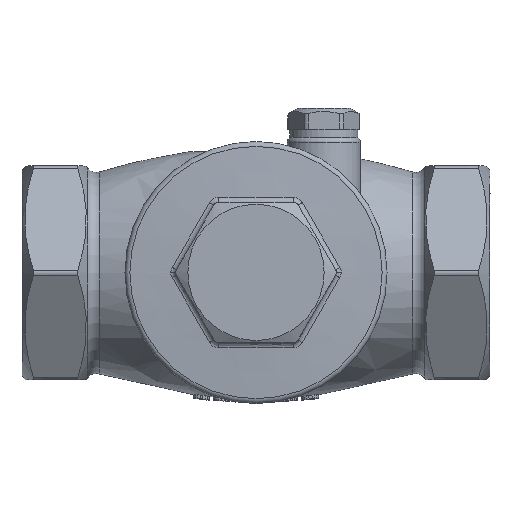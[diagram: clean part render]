
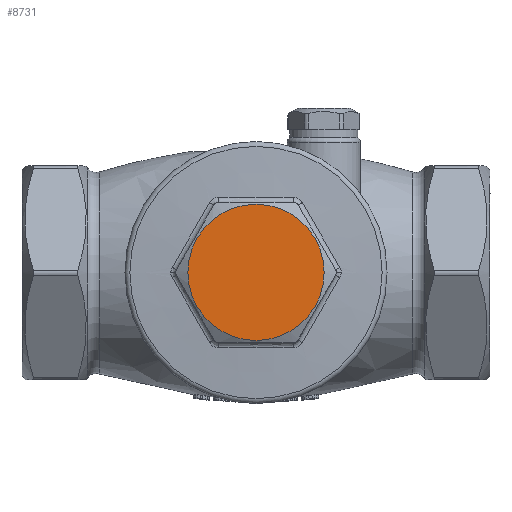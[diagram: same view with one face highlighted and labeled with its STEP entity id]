
A CAD part, top view. The second image highlights one B-rep face of the part: STEP entity #8731.
In plain terms, the highlighted planar face has unit normal (0, 0, 1).
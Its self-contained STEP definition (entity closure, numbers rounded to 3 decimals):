
#8691=CARTESIAN_POINT('',(-13.,0.0,0.));
#8692=VERTEX_POINT('',#8691);
#8693=CARTESIAN_POINT('',(0.,0.0,0.));
#8694=DIRECTION('',(0.0,0.0,1.0));
#8695=DIRECTION('',(-1.0,0.0,0.0));
#8696=AXIS2_PLACEMENT_3D('',#8693,#8694,#8695);
#8697=CIRCLE('',#8696,13.);
#8698=EDGE_CURVE('',#8692,#8692,#8697,.T.);
#8723=CARTESIAN_POINT('',(0.0,0.0,0.));
#8724=DIRECTION('',(0.0,0.0,1.0));
#8725=DIRECTION('',(1.0,0.0,0.0));
#8726=AXIS2_PLACEMENT_3D('',#8723,#8724,#8725);
#8727=PLANE('',#8726);
#8728=ORIENTED_EDGE('',*,*,#8698,.T.);
#8729=EDGE_LOOP('',(#8728));
#8730=FACE_OUTER_BOUND('',#8729,.T.);
#8731=ADVANCED_FACE('',(#8730),#8727,.T.);
